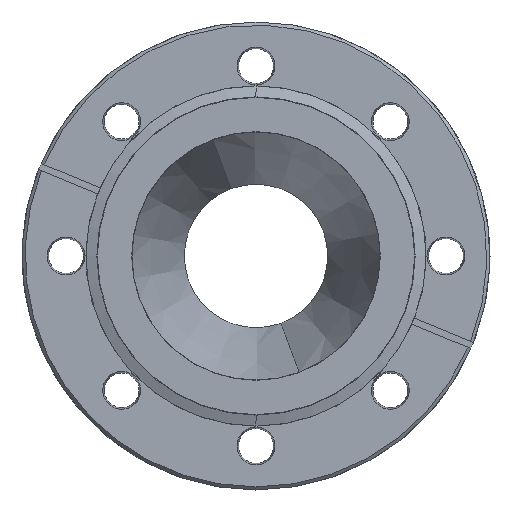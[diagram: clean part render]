
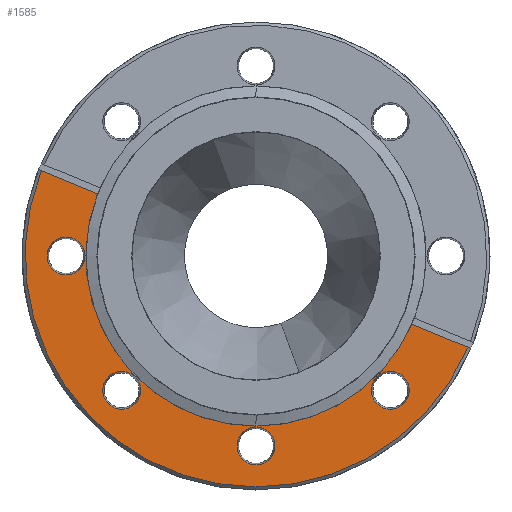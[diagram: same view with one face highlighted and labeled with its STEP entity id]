
A CAD part, left-side view. The second image highlights one B-rep face of the part: STEP entity #1585.
In plain terms, the highlighted planar face has unit normal (-1, 0, 0).
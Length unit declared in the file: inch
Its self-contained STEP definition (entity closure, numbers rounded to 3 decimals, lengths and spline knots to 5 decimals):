
#131 = EDGE_LOOP ( 'NONE', ( #4204, #1176, #2276, #2505, #4240, #1419 ) ) ;
#198 = DIRECTION ( 'NONE',  ( 0., 0., -1. ) ) ;
#209 = VERTEX_POINT ( 'NONE', #2817 ) ;
#233 = DIRECTION ( 'NONE',  ( 0., 0., -1. ) ) ;
#241 = AXIS2_PLACEMENT_3D ( 'NONE', #5077, #1196, #3102 ) ;
#246 = CARTESIAN_POINT ( 'NONE',  ( 0., 0., -1.633 ) ) ;
#259 = EDGE_CURVE ( 'NONE', #5027, #3736, #3083, .T. ) ;
#301 = CARTESIAN_POINT ( 'NONE',  ( 0., -1.28269, -1.10169 ) ) ;
#327 = DIRECTION ( 'NONE',  ( 1., 0., 0. ) ) ;
#416 = EDGE_CURVE ( 'NONE', #4082, #4643, #4078, .T. ) ;
#448 = EDGE_CURVE ( 'NONE', #209, #5010, #4987, .T. ) ;
#523 = CIRCLE ( 'NONE', #3404, 0.181 ) ;
#649 = VERTEX_POINT ( 'NONE', #246 ) ;
#693 = DIRECTION ( 'NONE',  ( 0., -0.924, -0.383 ) ) ;
#706 = VERTEX_POINT ( 'NONE', #4490 ) ;
#755 = CARTESIAN_POINT ( 'NONE',  ( 0., 1.51289, 0.59311 ) ) ;
#806 = EDGE_CURVE ( 'NONE', #5010, #2198, #1180, .T. ) ;
#856 = VERTEX_POINT ( 'NONE', #2264 ) ;
#920 = AXIS2_PLACEMENT_3D ( 'NONE', #3988, #5121, #3576 ) ;
#990 = CARTESIAN_POINT ( 'NONE',  ( 0., 1.28269, -1.28269 ) ) ;
#1080 = CARTESIAN_POINT ( 'NONE',  ( 0., -2.02509, -0.87237 ) ) ;
#1119 = CIRCLE ( 'NONE', #3515, 0.181 ) ;
#1147 = CARTESIAN_POINT ( 'NONE',  ( 0., 1.28269, -1.10169 ) ) ;
#1176 = ORIENTED_EDGE ( 'NONE', *, *, #4734, .T. ) ;
#1178 = DIRECTION ( 'NONE',  ( 1., 0., 0. ) ) ;
#1180 = LINE ( 'NONE', #4644, #2800 ) ;
#1196 = DIRECTION ( 'NONE',  ( 1., 0., 0. ) ) ;
#1218 = ORIENTED_EDGE ( 'NONE', *, *, #4521, .T. ) ;
#1219 = FACE_BOUND ( 'NONE', #5048, .T. ) ;
#1310 = CARTESIAN_POINT ( 'NONE',  ( 0., 0., -2.205 ) ) ;
#1313 = AXIS2_PLACEMENT_3D ( 'NONE', #990, #2634, #198 ) ;
#1328 = VERTEX_POINT ( 'NONE', #1147 ) ;
#1364 = DIRECTION ( 'NONE',  ( 1., 0., 0. ) ) ;
#1385 = AXIS2_PLACEMENT_3D ( 'NONE', #4611, #1480, #233 ) ;
#1405 = VERTEX_POINT ( 'NONE', #1754 ) ;
#1419 = ORIENTED_EDGE ( 'NONE', *, *, #3133, .F. ) ;
#1474 = DIRECTION ( 'NONE',  ( -1., 0., 0. ) ) ;
#1480 = DIRECTION ( 'NONE',  ( -1., 0., 0. ) ) ;
#1491 = EDGE_CURVE ( 'NONE', #3843, #2198, #3936, .T. ) ;
#1526 = CARTESIAN_POINT ( 'NONE',  ( 0., 2.235, 0. ) ) ;
#1566 = CIRCLE ( 'NONE', #3298, 0.181 ) ;
#1585 = ADVANCED_FACE ( 'NONE', ( #1958, #3483, #4657, #1219, #3511 ), #2687, .F. ) ;
#1618 = DIRECTION ( 'NONE',  ( 1., 0., 0. ) ) ;
#1754 = CARTESIAN_POINT ( 'NONE',  ( 0., 0., -1.995 ) ) ;
#1809 = VERTEX_POINT ( 'NONE', #4182 ) ;
#1860 = EDGE_CURVE ( 'NONE', #1328, #706, #2458, .T. ) ;
#1886 = AXIS2_PLACEMENT_3D ( 'NONE', #3518, #1178, #2748 ) ;
#1921 = CARTESIAN_POINT ( 'NONE',  ( 0., 1.814, -0.181 ) ) ;
#1958 = FACE_BOUND ( 'NONE', #2376, .T. ) ;
#2025 = DIRECTION ( 'NONE',  ( 0., 0., -1. ) ) ;
#2040 = EDGE_CURVE ( 'NONE', #1809, #856, #4286, .T. ) ;
#2074 = ORIENTED_EDGE ( 'NONE', *, *, #416, .T. ) ;
#2080 = ORIENTED_EDGE ( 'NONE', *, *, #2387, .T. ) ;
#2085 = AXIS2_PLACEMENT_3D ( 'NONE', #5024, #1474, #3715 ) ;
#2198 = VERTEX_POINT ( 'NONE', #1080 ) ;
#2264 = CARTESIAN_POINT ( 'NONE',  ( 0., 1.51289, 0.59311 ) ) ;
#2276 = ORIENTED_EDGE ( 'NONE', *, *, #1491, .T. ) ;
#2319 = DIRECTION ( 'NONE',  ( 0., -0.924, -0.383 ) ) ;
#2354 = DIRECTION ( 'NONE',  ( 0., 0., -1. ) ) ;
#2376 = EDGE_LOOP ( 'NONE', ( #2667, #2074 ) ) ;
#2387 = EDGE_CURVE ( 'NONE', #706, #1328, #2712, .T. ) ;
#2413 = ORIENTED_EDGE ( 'NONE', *, *, #2738, .T. ) ;
#2458 = CIRCLE ( 'NONE', #1313, 0.181 ) ;
#2496 = CARTESIAN_POINT ( 'NONE',  ( 0., -1.28269, -1.28269 ) ) ;
#2505 = ORIENTED_EDGE ( 'NONE', *, *, #806, .F. ) ;
#2529 = DIRECTION ( 'NONE',  ( 0., 0., -1. ) ) ;
#2580 = AXIS2_PLACEMENT_3D ( 'NONE', #4282, #327, #5046 ) ;
#2604 = CARTESIAN_POINT ( 'NONE',  ( 0., 1.814, 0. ) ) ;
#2634 = DIRECTION ( 'NONE',  ( 1., 0., 0. ) ) ;
#2667 = ORIENTED_EDGE ( 'NONE', *, *, #3794, .T. ) ;
#2683 = DIRECTION ( 'NONE',  ( 0., 0., -1. ) ) ;
#2687 = PLANE ( 'NONE',  #4272 ) ;
#2712 = CIRCLE ( 'NONE', #1886, 0.181 ) ;
#2738 = EDGE_CURVE ( 'NONE', #649, #1405, #4040, .T. ) ;
#2741 = CARTESIAN_POINT ( 'NONE',  ( 0., -1.28269, -1.46369 ) ) ;
#2748 = DIRECTION ( 'NONE',  ( 0., 0., -1. ) ) ;
#2800 = VECTOR ( 'NONE', #693, 39.37008 ) ;
#2817 = CARTESIAN_POINT ( 'NONE',  ( 0., 0., -1.625 ) ) ;
#2920 = AXIS2_PLACEMENT_3D ( 'NONE', #2604, #3430, #5021 ) ;
#3036 = ORIENTED_EDGE ( 'NONE', *, *, #1860, .T. ) ;
#3083 = CIRCLE ( 'NONE', #2920, 0.181 ) ;
#3102 = DIRECTION ( 'NONE',  ( 0., 0., -1. ) ) ;
#3133 = EDGE_CURVE ( 'NONE', #856, #209, #4314, .T. ) ;
#3164 = EDGE_CURVE ( 'NONE', #3736, #5027, #523, .T. ) ;
#3298 = AXIS2_PLACEMENT_3D ( 'NONE', #4494, #1364, #2529 ) ;
#3404 = AXIS2_PLACEMENT_3D ( 'NONE', #4713, #4741, #2683 ) ;
#3430 = DIRECTION ( 'NONE',  ( 1., 0., 0. ) ) ;
#3483 = FACE_BOUND ( 'NONE', #3817, .T. ) ;
#3511 = FACE_OUTER_BOUND ( 'NONE', #131, .T. ) ;
#3515 = AXIS2_PLACEMENT_3D ( 'NONE', #2496, #1618, #2025 ) ;
#3518 = CARTESIAN_POINT ( 'NONE',  ( 0., 1.28269, -1.28269 ) ) ;
#3576 = DIRECTION ( 'NONE',  ( 0., 0., -1. ) ) ;
#3672 = ORIENTED_EDGE ( 'NONE', *, *, #259, .T. ) ;
#3715 = DIRECTION ( 'NONE',  ( 0., 0., 1. ) ) ;
#3736 = VERTEX_POINT ( 'NONE', #1921 ) ;
#3794 = EDGE_CURVE ( 'NONE', #4643, #4082, #1119, .T. ) ;
#3808 = CARTESIAN_POINT ( 'NONE',  ( 0., 1.814, 0.181 ) ) ;
#3817 = EDGE_LOOP ( 'NONE', ( #2413, #1218 ) ) ;
#3843 = VERTEX_POINT ( 'NONE', #1310 ) ;
#3914 = DIRECTION ( 'NONE',  ( 0., 0., 1. ) ) ;
#3935 = CARTESIAN_POINT ( 'NONE',  ( 0., 0., 0. ) ) ;
#3936 = CIRCLE ( 'NONE', #1385, 2.205 ) ;
#3987 = ORIENTED_EDGE ( 'NONE', *, *, #3164, .T. ) ;
#3988 = CARTESIAN_POINT ( 'NONE',  ( 0., 0., 0. ) ) ;
#4040 = CIRCLE ( 'NONE', #241, 0.181 ) ;
#4078 = CIRCLE ( 'NONE', #2580, 0.181 ) ;
#4082 = VERTEX_POINT ( 'NONE', #2741 ) ;
#4096 = CARTESIAN_POINT ( 'NONE',  ( 0., -1.48917, -0.65039 ) ) ;
#4182 = CARTESIAN_POINT ( 'NONE',  ( 0., 2.04882, 0.81509 ) ) ;
#4204 = ORIENTED_EDGE ( 'NONE', *, *, #2040, .F. ) ;
#4240 = ORIENTED_EDGE ( 'NONE', *, *, #448, .F. ) ;
#4266 = DIRECTION ( 'NONE',  ( 1., 0., 0. ) ) ;
#4272 = AXIS2_PLACEMENT_3D ( 'NONE', #1526, #4266, #2354 ) ;
#4282 = CARTESIAN_POINT ( 'NONE',  ( 0., -1.28269, -1.28269 ) ) ;
#4286 = LINE ( 'NONE', #755, #4761 ) ;
#4307 = DIRECTION ( 'NONE',  ( -1., 0., 0. ) ) ;
#4314 = CIRCLE ( 'NONE', #2085, 1.625 ) ;
#4484 = EDGE_LOOP ( 'NONE', ( #3036, #2080 ) ) ;
#4490 = CARTESIAN_POINT ( 'NONE',  ( 0., 1.28269, -1.46369 ) ) ;
#4494 = CARTESIAN_POINT ( 'NONE',  ( 0., 0., -1.814 ) ) ;
#4521 = EDGE_CURVE ( 'NONE', #1405, #649, #1566, .T. ) ;
#4570 = AXIS2_PLACEMENT_3D ( 'NONE', #3935, #4307, #3914 ) ;
#4611 = CARTESIAN_POINT ( 'NONE',  ( 0., 0., 0. ) ) ;
#4643 = VERTEX_POINT ( 'NONE', #301 ) ;
#4644 = CARTESIAN_POINT ( 'NONE',  ( 0., -2.05281, -0.88386 ) ) ;
#4657 = FACE_BOUND ( 'NONE', #4484, .T. ) ;
#4713 = CARTESIAN_POINT ( 'NONE',  ( 0., 1.814, 0. ) ) ;
#4734 = EDGE_CURVE ( 'NONE', #1809, #3843, #4967, .T. ) ;
#4741 = DIRECTION ( 'NONE',  ( 1., 0., 0. ) ) ;
#4761 = VECTOR ( 'NONE', #2319, 39.37008 ) ;
#4967 = CIRCLE ( 'NONE', #920, 2.205 ) ;
#4987 = CIRCLE ( 'NONE', #4570, 1.625 ) ;
#5010 = VERTEX_POINT ( 'NONE', #4096 ) ;
#5021 = DIRECTION ( 'NONE',  ( 0., 0., -1. ) ) ;
#5024 = CARTESIAN_POINT ( 'NONE',  ( 0., 0., 0. ) ) ;
#5027 = VERTEX_POINT ( 'NONE', #3808 ) ;
#5046 = DIRECTION ( 'NONE',  ( 0., 0., -1. ) ) ;
#5048 = EDGE_LOOP ( 'NONE', ( #3672, #3987 ) ) ;
#5077 = CARTESIAN_POINT ( 'NONE',  ( 0., 0., -1.814 ) ) ;
#5121 = DIRECTION ( 'NONE',  ( -1., 0., 0. ) ) ;
